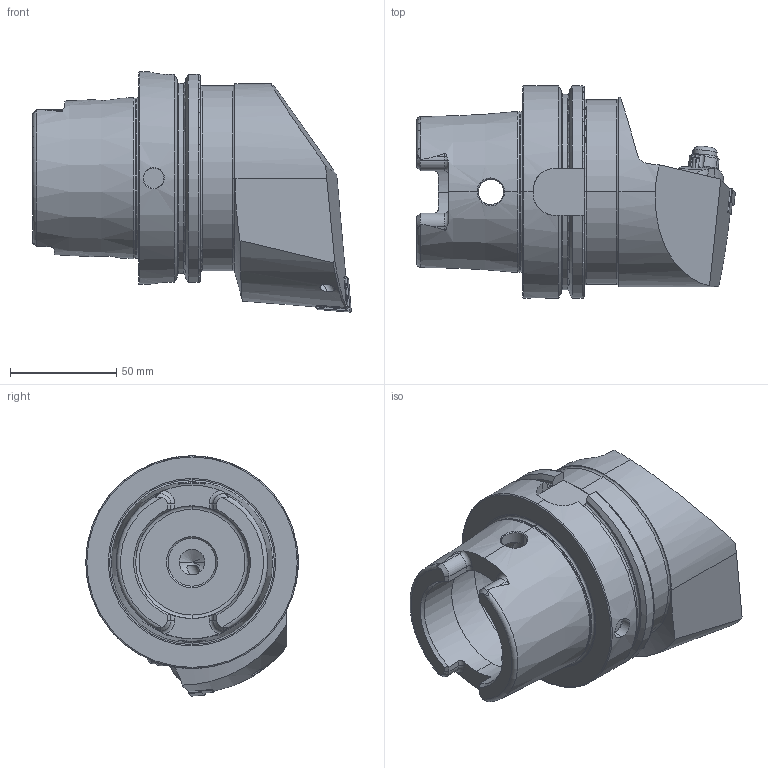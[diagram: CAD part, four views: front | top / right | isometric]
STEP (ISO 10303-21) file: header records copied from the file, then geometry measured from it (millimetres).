
FILE_DESCRIPTION (( 'STEP AP214' ), '1' );
FILE_NAME ('HA0.KCE.RLA.100.STEP', '2023-09-18T09:08:58', ( '' ), ( '' ), 'SwSTEP 2.0', 'SolidWorks 2017', '' );
FILE_SCHEMA (( 'AUTOMOTIVE_DESIGN' ));
Length unit declared in the file: millimetre
Products named in the file (11): CNMG160604; HA0.KCE.RLA.100; WCC-ER3.102.024_C; WCE-ER2.101.004_A; KVT_MB_600_050; WCC-ER4.103.032_A; ISO 13337 - 3 x 12_PreviewCfg; WCC-ER5.102.012_B; WCE-ER2.001.012_A; HA0-KCE.RLA.100_C_Fertigbearbeitung; WCC-ER5.102.005_A
Assembly tree (10 placements, depth 2):
  HA0.KCE.RLA.100
    HA0-KCE.RLA.100_C_Fertigbearbeitung
    WCE-ER2.101.004_A
    WCE-ER2.001.012_A
    CNMG160604
    WCC-ER3.102.024_C
    WCC-ER4.103.032_A
    WCC-ER5.102.005_A
    KVT_MB_600_050
    WCC-ER5.102.012_B
    ISO 13337 - 3 x 12_PreviewCfg
Bounding box: 149.9 x 100 x 113 mm (x, y, z)
Volume: 557325.8 mm3; surface area: 75203.3 mm2
Topology: 11 solids, 11 shells, 464 faces, 1163 edges, 707 vertices
Faces by surface type: cylinder 154, plane 120, cone 109, torus 62, bspline 17, sphere 2
Entity records: 17781 total; most frequent: CARTESIAN_POINT 5155, DIRECTION 2290, ORIENTED_EDGE 2284, EDGE_CURVE 1142, AXIS2_PLACEMENT_3D 924, VERTEX_POINT 704, EDGE_LOOP 492, FACE_OUTER_BOUND 464
